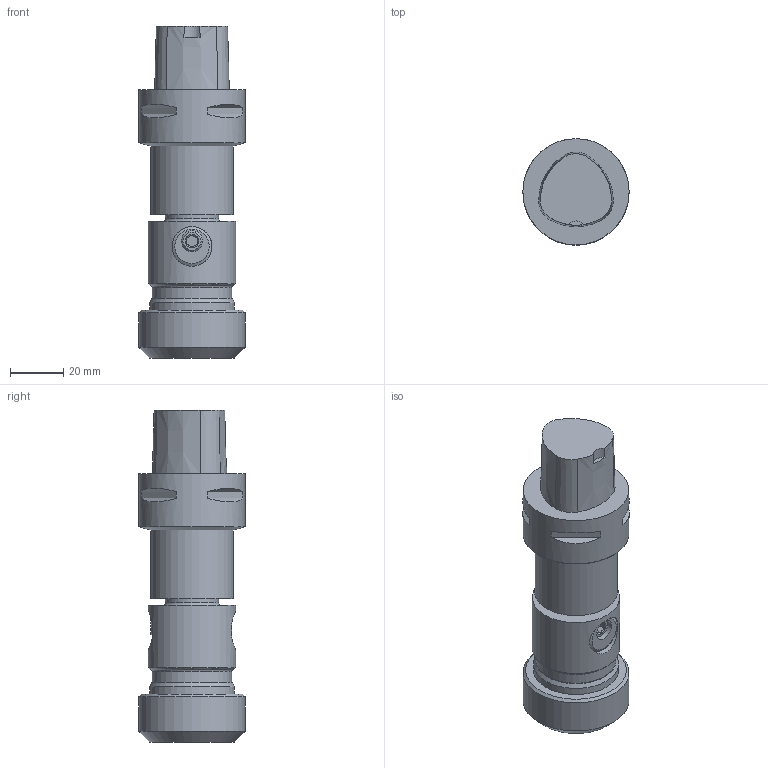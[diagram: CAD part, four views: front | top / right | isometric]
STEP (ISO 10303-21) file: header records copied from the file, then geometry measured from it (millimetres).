
FILE_DESCRIPTION(/* description */ (''),/* implementation_level */ '2;1');
FILE_NAME(/* name */ '1528205274955.stp',/* time_stamp */ '2018-06-05T15:28:00+02:00',/* author */ (''),/* organization */ ('SMS'),/* preprocessor_version */ 'ST-DEVELOPER v15',/* originating_system */ 'SIEMENS PLM Software NX 8.5',/* authorisation */ '');
FILE_SCHEMA (('AUTOMOTIVE_DESIGN { 1 0 10303 214 3 1 1 1 }'));
Length unit declared in the file: millimetre
Products named in the file (1): 112029949mod000_00
Bounding box: 40 x 40 x 125 mm (x, y, z)
Volume: 108775.8 mm3; surface area: 17400.6 mm2
Topology: 1 solids, 1 shells, 67 faces, 142 edges, 94 vertices
Faces by surface type: plane 31, cone 19, cylinder 14, torus 3
Full cylindrical faces by diameter (mm): 8 x1, 14.95 x1, 20 x1, 30 x1, 31 x1, 32 x1, 33 x1, 40 x2
Entity records: 1789 total; most frequent: CARTESIAN_POINT 371, DIRECTION 304, ORIENTED_EDGE 230, AXIS2_PLACEMENT_3D 131, EDGE_CURVE 115, EDGE_LOOP 102, VERTEX_POINT 85, ADVANCED_FACE 67
